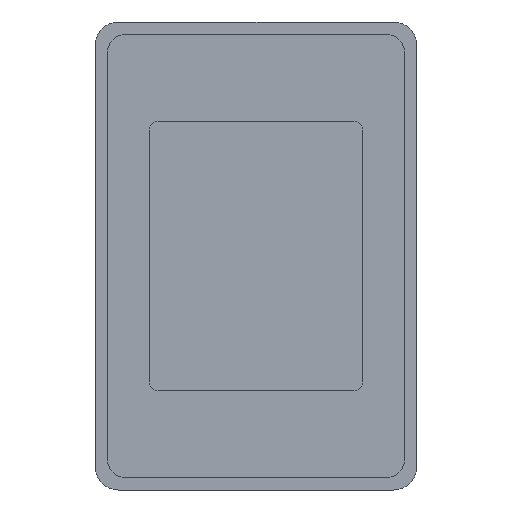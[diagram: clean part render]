
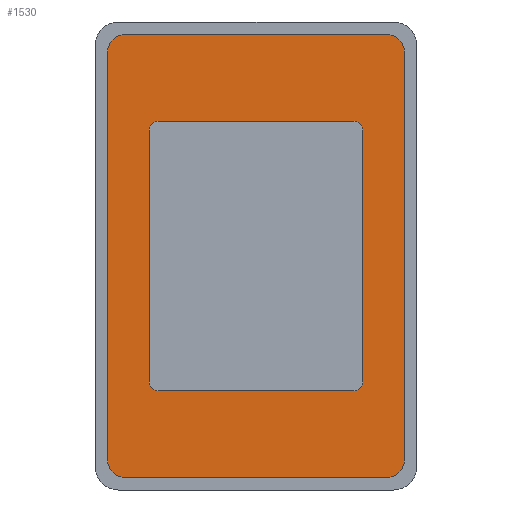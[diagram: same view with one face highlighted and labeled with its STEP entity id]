
A CAD part, front view. The second image highlights one B-rep face of the part: STEP entity #1530.
In plain terms, the highlighted planar face has unit normal (0, -1, 0).
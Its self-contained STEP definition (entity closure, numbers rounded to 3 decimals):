
#77=FACE_BOUND('',#204,.T.);
#116=FACE_OUTER_BOUND('',#203,.T.);
#203=EDGE_LOOP('',(#1171,#1172,#1173,#1174,#1175,#1176,#1177,#1178));
#204=EDGE_LOOP('',(#1179,#1180,#1181,#1182,#1183,#1184,#1185,#1186));
#281=CIRCLE('',#1629,3.);
#282=CIRCLE('',#1632,3.);
#283=CIRCLE('',#1635,3.);
#284=CIRCLE('',#1638,3.);
#296=CIRCLE('',#1662,6.5);
#298=CIRCLE('',#1666,6.5);
#300=CIRCLE('',#1670,6.5);
#302=CIRCLE('',#1674,6.5);
#349=LINE('',#2331,#493);
#352=LINE('',#2339,#496);
#355=LINE('',#2347,#499);
#357=LINE('',#2353,#501);
#373=LINE('',#2408,#517);
#377=LINE('',#2420,#521);
#381=LINE('',#2432,#525);
#385=LINE('',#2444,#529);
#493=VECTOR('',#1854,10.);
#496=VECTOR('',#1863,10.);
#499=VECTOR('',#1872,10.);
#501=VECTOR('',#1880,10.);
#517=VECTOR('',#1936,10.);
#521=VECTOR('',#1948,10.);
#525=VECTOR('',#1960,10.);
#529=VECTOR('',#1972,10.);
#648=VERTEX_POINT('',#2323);
#649=VERTEX_POINT('',#2325);
#650=VERTEX_POINT('',#2329);
#651=VERTEX_POINT('',#2333);
#652=VERTEX_POINT('',#2337);
#653=VERTEX_POINT('',#2341);
#654=VERTEX_POINT('',#2345);
#655=VERTEX_POINT('',#2349);
#673=VERTEX_POINT('',#2405);
#674=VERTEX_POINT('',#2407);
#676=VERTEX_POINT('',#2413);
#678=VERTEX_POINT('',#2419);
#680=VERTEX_POINT('',#2425);
#682=VERTEX_POINT('',#2431);
#684=VERTEX_POINT('',#2437);
#686=VERTEX_POINT('',#2443);
#809=EDGE_CURVE('',#648,#649,#281,.T.);
#812=EDGE_CURVE('',#648,#650,#349,.T.);
#814=EDGE_CURVE('',#651,#650,#282,.T.);
#816=EDGE_CURVE('',#651,#652,#352,.T.);
#818=EDGE_CURVE('',#653,#652,#283,.T.);
#820=EDGE_CURVE('',#653,#654,#355,.T.);
#822=EDGE_CURVE('',#655,#654,#284,.T.);
#823=EDGE_CURVE('',#655,#649,#357,.T.);
#849=EDGE_CURVE('',#674,#673,#373,.T.);
#852=EDGE_CURVE('',#676,#674,#296,.T.);
#855=EDGE_CURVE('',#678,#676,#377,.T.);
#858=EDGE_CURVE('',#680,#678,#298,.T.);
#861=EDGE_CURVE('',#682,#680,#381,.T.);
#864=EDGE_CURVE('',#684,#682,#300,.T.);
#867=EDGE_CURVE('',#686,#684,#385,.T.);
#870=EDGE_CURVE('',#673,#686,#302,.T.);
#1171=ORIENTED_EDGE('',*,*,#870,.T.);
#1172=ORIENTED_EDGE('',*,*,#867,.T.);
#1173=ORIENTED_EDGE('',*,*,#864,.T.);
#1174=ORIENTED_EDGE('',*,*,#861,.T.);
#1175=ORIENTED_EDGE('',*,*,#858,.T.);
#1176=ORIENTED_EDGE('',*,*,#855,.T.);
#1177=ORIENTED_EDGE('',*,*,#852,.T.);
#1178=ORIENTED_EDGE('',*,*,#849,.T.);
#1179=ORIENTED_EDGE('',*,*,#823,.T.);
#1180=ORIENTED_EDGE('',*,*,#809,.F.);
#1181=ORIENTED_EDGE('',*,*,#812,.T.);
#1182=ORIENTED_EDGE('',*,*,#814,.F.);
#1183=ORIENTED_EDGE('',*,*,#816,.T.);
#1184=ORIENTED_EDGE('',*,*,#818,.F.);
#1185=ORIENTED_EDGE('',*,*,#820,.T.);
#1186=ORIENTED_EDGE('',*,*,#822,.F.);
#1465=PLANE('',#1675);
#1530=ADVANCED_FACE('',(#116,#77),#1465,.T.);
#1629=AXIS2_PLACEMENT_3D('',#2326,#1848,#1849);
#1632=AXIS2_PLACEMENT_3D('',#2335,#1858,#1859);
#1635=AXIS2_PLACEMENT_3D('',#2343,#1867,#1868);
#1638=AXIS2_PLACEMENT_3D('',#2351,#1876,#1877);
#1662=AXIS2_PLACEMENT_3D('',#2414,#1942,#1943);
#1666=AXIS2_PLACEMENT_3D('',#2426,#1954,#1955);
#1670=AXIS2_PLACEMENT_3D('',#2438,#1966,#1967);
#1674=AXIS2_PLACEMENT_3D('',#2448,#1978,#1979);
#1675=AXIS2_PLACEMENT_3D('',#2449,#1980,#1981);
#1848=DIRECTION('center_axis',(0.,-1.,0.));
#1849=DIRECTION('ref_axis',(0.707,0.,0.707));
#1854=DIRECTION('',(0.,0.,-1.));
#1858=DIRECTION('center_axis',(0.,-1.,0.));
#1859=DIRECTION('ref_axis',(0.707,0.,-0.707));
#1863=DIRECTION('',(-1.,0.,0.));
#1867=DIRECTION('center_axis',(0.,-1.,0.));
#1868=DIRECTION('ref_axis',(-0.707,0.,-0.707));
#1872=DIRECTION('',(0.,0.,1.));
#1876=DIRECTION('center_axis',(0.,-1.,0.));
#1877=DIRECTION('ref_axis',(-0.707,0.,0.707));
#1880=DIRECTION('',(1.,0.,0.));
#1936=DIRECTION('',(0.,0.,-1.));
#1942=DIRECTION('center_axis',(0.,-1.,0.));
#1943=DIRECTION('ref_axis',(0.,0.,1.));
#1948=DIRECTION('',(-1.,0.,0.));
#1954=DIRECTION('center_axis',(0.,-1.,0.));
#1955=DIRECTION('ref_axis',(1.,0.,0.));
#1960=DIRECTION('',(0.,0.,1.));
#1966=DIRECTION('center_axis',(0.,-1.,0.));
#1967=DIRECTION('ref_axis',(0.,0.,-1.));
#1972=DIRECTION('',(1.,0.,0.));
#1978=DIRECTION('center_axis',(0.,-1.,0.));
#1979=DIRECTION('ref_axis',(-1.,0.,0.));
#1980=DIRECTION('center_axis',(0.,-1.,0.));
#1981=DIRECTION('ref_axis',(1.,0.,0.));
#2323=CARTESIAN_POINT('',(-18.5,-5.2,123.));
#2325=CARTESIAN_POINT('',(-21.5,-5.2,126.));
#2326=CARTESIAN_POINT('Origin',(-21.5,-5.2,123.));
#2329=CARTESIAN_POINT('',(-18.5,-5.2,37.));
#2331=CARTESIAN_POINT('',(-18.5,-5.2,57.));
#2333=CARTESIAN_POINT('',(-21.5,-5.2,34.));
#2335=CARTESIAN_POINT('Origin',(-21.5,-5.2,37.));
#2337=CARTESIAN_POINT('',(-88.5,-5.2,34.));
#2339=CARTESIAN_POINT('',(-73.25,-5.2,34.));
#2341=CARTESIAN_POINT('',(-91.5,-5.2,37.));
#2343=CARTESIAN_POINT('Origin',(-88.5,-5.2,37.));
#2345=CARTESIAN_POINT('',(-91.5,-5.2,123.));
#2347=CARTESIAN_POINT('',(-91.5,-5.2,103.));
#2349=CARTESIAN_POINT('',(-88.5,-5.2,126.));
#2351=CARTESIAN_POINT('Origin',(-88.5,-5.2,123.));
#2353=CARTESIAN_POINT('',(-36.75,-5.2,126.));
#2405=CARTESIAN_POINT('',(-105.8,-5.2,10.7));
#2407=CARTESIAN_POINT('',(-105.8,-5.2,149.3));
#2408=CARTESIAN_POINT('',(-105.8,-5.2,10.7));
#2413=CARTESIAN_POINT('',(-99.3,-5.2,155.8));
#2414=CARTESIAN_POINT('Origin',(-99.3,-5.2,149.3));
#2419=CARTESIAN_POINT('',(-10.7,-5.2,155.8));
#2420=CARTESIAN_POINT('',(-99.3,-5.2,155.8));
#2425=CARTESIAN_POINT('',(-4.2,-5.2,149.3));
#2426=CARTESIAN_POINT('Origin',(-10.7,-5.2,149.3));
#2431=CARTESIAN_POINT('',(-4.2,-5.2,10.7));
#2432=CARTESIAN_POINT('',(-4.2,-5.2,149.3));
#2437=CARTESIAN_POINT('',(-10.7,-5.2,4.2));
#2438=CARTESIAN_POINT('Origin',(-10.7,-5.2,10.7));
#2443=CARTESIAN_POINT('',(-99.3,-5.2,4.2));
#2444=CARTESIAN_POINT('',(-10.7,-5.2,4.2));
#2448=CARTESIAN_POINT('Origin',(-99.3,-5.2,10.7));
#2449=CARTESIAN_POINT('Origin',(-55.,-5.2,80.));
